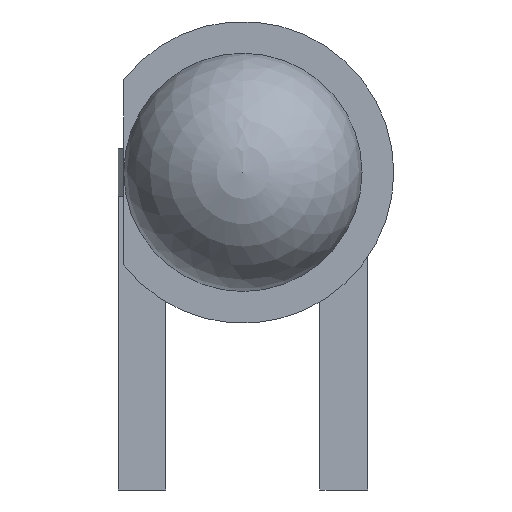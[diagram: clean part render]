
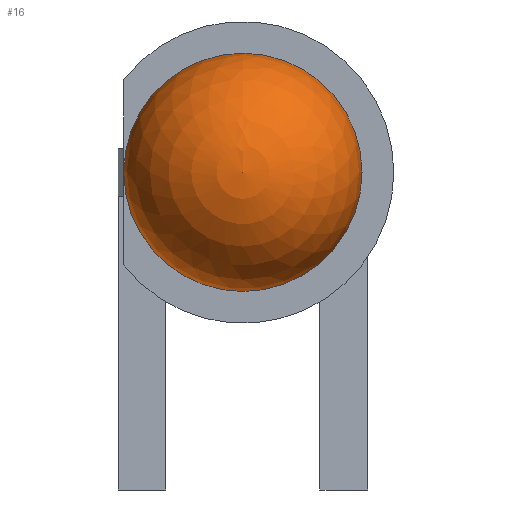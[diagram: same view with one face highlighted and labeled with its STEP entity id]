
A CAD part, front view. The second image highlights one B-rep face of the part: STEP entity #16.
In plain terms, the highlighted spherical face has radius 1.5 mm.
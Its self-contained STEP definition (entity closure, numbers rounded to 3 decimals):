
#16=ADVANCED_FACE('',(#17),#37,.T.);
#17=FACE_BOUND('',#18,.F.);
#18=EDGE_LOOP('',(#19,#28,#36));
#19=ORIENTED_EDGE('',*,*,#20,.T.);
#20=EDGE_CURVE('',#21,#21,#23,.T.);
#21=VERTEX_POINT('',#22);
#22=CARTESIAN_POINT('',(1.27,-10.15,3.5));
#23=CIRCLE('',#24,1.5);
#24=AXIS2_PLACEMENT_3D('',#25,#26,#27);
#25=CARTESIAN_POINT('',(1.27,-10.15,2.));
#26=DIRECTION('',(0.,1.,0.));
#27=DIRECTION('',(0.,0.,1.));
#28=ORIENTED_EDGE('',*,*,#29,.T.);
#29=EDGE_CURVE('',#21,#30,#32,.T.);
#30=VERTEX_POINT('',#31);
#31=CARTESIAN_POINT('',(1.27,-11.65,2.));
#32=CIRCLE('',#33,1.5);
#33=AXIS2_PLACEMENT_3D('',#25,#34,#35);
#34=DIRECTION('',(1.,0.,0.));
#35=DIRECTION('',(0.,1.,0.));
#36=ORIENTED_EDGE('',*,*,#29,.F.);
#37=SPHERICAL_SURFACE('',#38,1.5);
#38=AXIS2_PLACEMENT_3D('',#25,#39,#40);
#39=DIRECTION('',(0.,-1.,0.));
#40=DIRECTION('',(0.,0.,1.));
